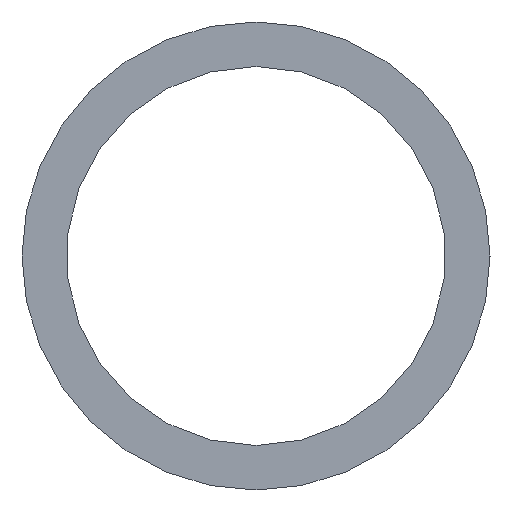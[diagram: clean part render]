
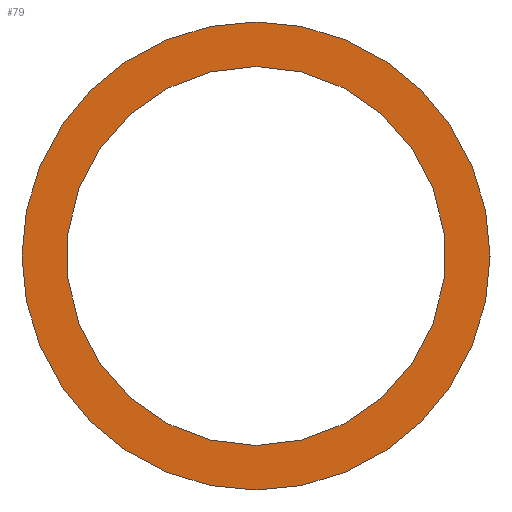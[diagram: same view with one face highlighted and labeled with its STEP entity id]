
A CAD part, left-side view. The second image highlights one B-rep face of the part: STEP entity #79.
In plain terms, the highlighted planar face has unit normal (-1, 0, 0).
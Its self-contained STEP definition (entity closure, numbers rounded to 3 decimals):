
#51 = VERTEX_POINT( '', #121 );
#53 = EDGE_CURVE( '', #83, #95, #123, .T. );
#65 = EDGE_CURVE( '', #95, #83, #137, .T. );
#79 = ADVANCED_FACE( '', ( #152, #153 ), #154, .F. );
#83 = VERTEX_POINT( '', #158 );
#89 = EDGE_CURVE( '', #99, #51, #166, .T. );
#95 = VERTEX_POINT( '', #172 );
#99 = VERTEX_POINT( '', #176 );
#101 = EDGE_CURVE( '', #51, #99, #178, .T. );
#121 = CARTESIAN_POINT( '', ( 0., 0., -10. ) );
#123 = CIRCLE( '', #192, 8.1 );
#137 = CIRCLE( '', #207, 8.1 );
#152 = FACE_OUTER_BOUND( '', #227, .T. );
#153 = FACE_BOUND( '', #228, .T. );
#154 = PLANE( '', #229 );
#158 = CARTESIAN_POINT( '', ( 0., 0., -8.1 ) );
#166 = CIRCLE( '', #245, 10. );
#172 = CARTESIAN_POINT( '', ( 0., 0., 8.1 ) );
#176 = CARTESIAN_POINT( '', ( 0., 0., 10. ) );
#178 = CIRCLE( '', #261, 10. );
#192 = AXIS2_PLACEMENT_3D( '', #266, #267, #268 );
#207 = AXIS2_PLACEMENT_3D( '', #289, #290, #291 );
#227 = EDGE_LOOP( '', ( #306, #307 ) );
#228 = EDGE_LOOP( '', ( #308, #309 ) );
#229 = AXIS2_PLACEMENT_3D( '', #310, #311, #312 );
#245 = AXIS2_PLACEMENT_3D( '', #325, #326, #327 );
#261 = AXIS2_PLACEMENT_3D( '', #332, #333, #334 );
#266 = CARTESIAN_POINT( '', ( 0., 0., 0. ) );
#267 = DIRECTION( '', ( 1., 0., 0. ) );
#268 = DIRECTION( '', ( 0., 0., -1. ) );
#289 = CARTESIAN_POINT( '', ( 0., 0., 0. ) );
#290 = DIRECTION( '', ( 1., 0., 0. ) );
#291 = DIRECTION( '', ( 0., 0., -1. ) );
#306 = ORIENTED_EDGE( '', *, *, #101, .F. );
#307 = ORIENTED_EDGE( '', *, *, #89, .F. );
#308 = ORIENTED_EDGE( '', *, *, #53, .T. );
#309 = ORIENTED_EDGE( '', *, *, #65, .T. );
#310 = CARTESIAN_POINT( '', ( 0., 0., 0. ) );
#311 = DIRECTION( '', ( 1., 0., 0. ) );
#312 = DIRECTION( '', ( 0., 0., -1. ) );
#325 = CARTESIAN_POINT( '', ( 0., 0., 0. ) );
#326 = DIRECTION( '', ( 1., 0., 0. ) );
#327 = DIRECTION( '', ( 0., 0., -1. ) );
#332 = CARTESIAN_POINT( '', ( 0., 0., 0. ) );
#333 = DIRECTION( '', ( 1., 0., 0. ) );
#334 = DIRECTION( '', ( 0., 0., -1. ) );
